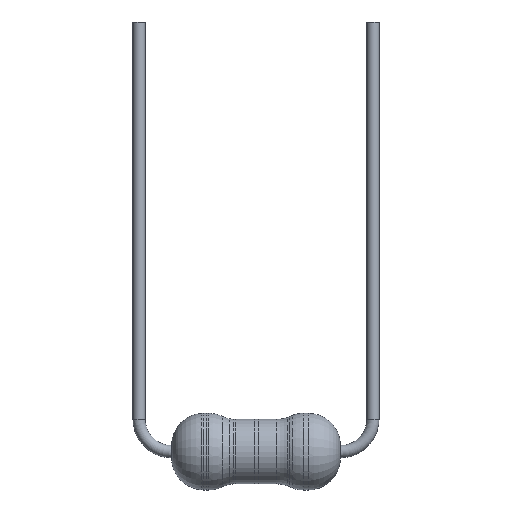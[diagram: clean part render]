
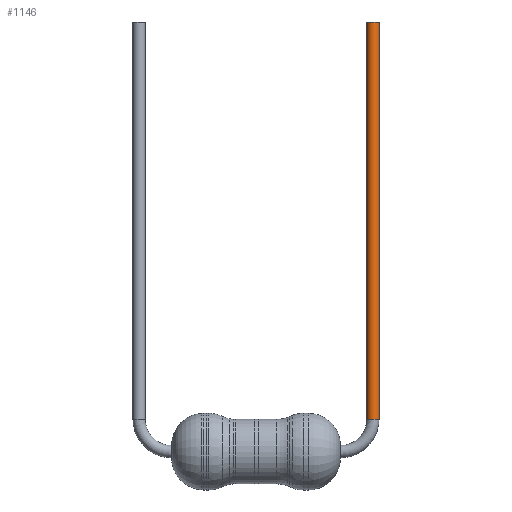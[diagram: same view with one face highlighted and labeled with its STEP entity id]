
A CAD part, front view. The second image highlights one B-rep face of the part: STEP entity #1146.
In plain terms, the highlighted cylindrical face has radius 0.4 mm (diameter 0.8 mm), a partial arc.
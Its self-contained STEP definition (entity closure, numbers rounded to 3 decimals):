
#14 = CIRCLE ( 'NONE', #38, 0.4 ) ;
#22 = DIRECTION ( 'NONE',  ( -1., 0., 0. ) ) ;
#36 = CARTESIAN_POINT ( 'NONE',  ( 15.24, 0., 2.12 ) ) ;
#37 = DIRECTION ( 'NONE',  ( 0., 0., -1. ) ) ;
#38 = AXIS2_PLACEMENT_3D ( 'NONE', #36, #37, #22 ) ;
#821 = CARTESIAN_POINT ( 'NONE',  ( 15.64, 0., 2.12 ) ) ;
#825 = CARTESIAN_POINT ( 'NONE',  ( 15.64, 0., 2.12 ) ) ;
#826 = LINE ( 'NONE', #825, #878 ) ;
#835 = CYLINDRICAL_SURFACE ( 'NONE', #883, 0.4 ) ;
#836 = CARTESIAN_POINT ( 'NONE',  ( 15.24, 0., 2.12 ) ) ;
#844 = AXIS2_PLACEMENT_3D ( 'NONE', #908, #885, #884 ) ;
#848 = CARTESIAN_POINT ( 'NONE',  ( 15.64, 0., 28. ) ) ;
#857 = LINE ( 'NONE', #916, #915 ) ;
#858 = FACE_OUTER_BOUND ( 'NONE', #1144, .T. ) ;
#878 = VECTOR ( 'NONE', #910, 1000. ) ;
#883 = AXIS2_PLACEMENT_3D ( 'NONE', #836, #887, #886 ) ;
#884 = DIRECTION ( 'NONE',  ( -1., 0., 0. ) ) ;
#885 = DIRECTION ( 'NONE',  ( 0., 0., -1. ) ) ;
#886 = DIRECTION ( 'NONE',  ( 1., 0., 0. ) ) ;
#887 = DIRECTION ( 'NONE',  ( 0., 0., 1. ) ) ;
#889 = CARTESIAN_POINT ( 'NONE',  ( 14.84, 0., 28. ) ) ;
#890 = CARTESIAN_POINT ( 'NONE',  ( 14.84, 0., 2.12 ) ) ;
#903 = CIRCLE ( 'NONE', #844, 0.4 ) ;
#908 = CARTESIAN_POINT ( 'NONE',  ( 15.24, 0., 28. ) ) ;
#910 = DIRECTION ( 'NONE',  ( 0., 0., 1. ) ) ;
#914 = DIRECTION ( 'NONE',  ( 0., 0., 1. ) ) ;
#915 = VECTOR ( 'NONE', #914, 1000. ) ;
#916 = CARTESIAN_POINT ( 'NONE',  ( 14.84, 0., 2.12 ) ) ;
#1106 = ORIENTED_EDGE ( 'NONE', *, *, #1138, .T. ) ;
#1107 = ORIENTED_EDGE ( 'NONE', *, *, #1167, .F. ) ;
#1109 = VERTEX_POINT ( 'NONE', #890 ) ;
#1111 = VERTEX_POINT ( 'NONE', #821 ) ;
#1137 = EDGE_CURVE ( 'NONE', #1111, #1139, #826, .T. ) ;
#1138 = EDGE_CURVE ( 'NONE', #1139, #1141, #903, .T. ) ;
#1139 = VERTEX_POINT ( 'NONE', #848 ) ;
#1141 = VERTEX_POINT ( 'NONE', #889 ) ;
#1142 = EDGE_CURVE ( 'NONE', #1109, #1141, #857, .T. ) ;
#1144 = EDGE_LOOP ( 'NONE', ( #1159, #1107, #1158, #1106 ) ) ;
#1146 = ADVANCED_FACE ( 'NONE', ( #858 ), #835, .T. ) ;
#1158 = ORIENTED_EDGE ( 'NONE', *, *, #1137, .T. ) ;
#1159 = ORIENTED_EDGE ( 'NONE', *, *, #1142, .F. ) ;
#1167 = EDGE_CURVE ( 'NONE', #1111, #1109, #14, .T. ) ;
